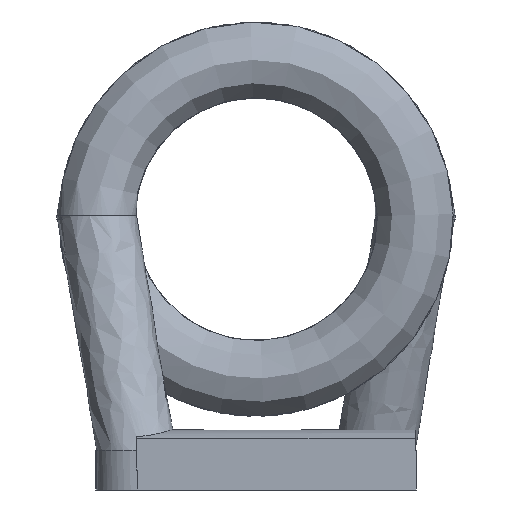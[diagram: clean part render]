
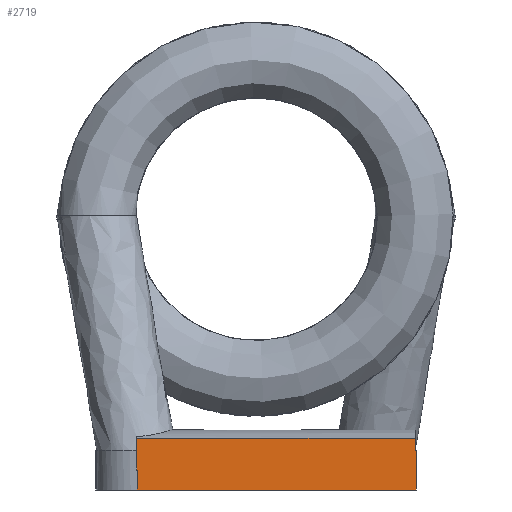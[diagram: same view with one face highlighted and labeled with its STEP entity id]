
A CAD part, left-side view. The second image highlights one B-rep face of the part: STEP entity #2719.
In plain terms, the highlighted planar face has unit normal (-1, 0, 0).
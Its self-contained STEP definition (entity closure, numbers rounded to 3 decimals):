
#2081 = VERTEX_POINT('',#2082);
#2082 = CARTESIAN_POINT('',(-3.254,1.335,0.445));
#2373 = VERTEX_POINT('',#2374);
#2374 = CARTESIAN_POINT('',(-3.254,-1.78,0.579));
#2381 = EDGE_CURVE('',#2382,#2373,#2384,.T.);
#2382 = VERTEX_POINT('',#2383);
#2383 = CARTESIAN_POINT('',(-3.254,1.335,0.579));
#2384 = LINE('',#2385,#2386);
#2385 = CARTESIAN_POINT('',(-3.254,1.335,0.579));
#2386 = VECTOR('',#2387,1.);
#2387 = DIRECTION('',(0.,-1.,0.));
#2405 = EDGE_CURVE('',#2382,#2081,#2406,.T.);
#2406 = LINE('',#2407,#2408);
#2407 = CARTESIAN_POINT('',(-3.254,1.335,0.579));
#2408 = VECTOR('',#2409,1.);
#2409 = DIRECTION('',(0.,0.,-1.));
#2455 = EDGE_CURVE('',#2081,#2456,#2458,.T.);
#2456 = VERTEX_POINT('',#2457);
#2457 = CARTESIAN_POINT('',(-3.254,1.335,0.223));
#2458 = LINE('',#2459,#2460);
#2459 = CARTESIAN_POINT('',(-3.254,1.335,0.579));
#2460 = VECTOR('',#2461,1.);
#2461 = DIRECTION('',(0.,0.,-1.));
#2719 = ADVANCED_FACE('',(#2720),#2771,.F.);
#2720 = FACE_BOUND('',#2721,.F.);
#2721 = EDGE_LOOP('',(#2722,#2723,#2724,#2732,#2740,#2748,#2756,#2764,
#2770));
#2722 = ORIENTED_EDGE('',*,*,#2405,.F.);
#2723 = ORIENTED_EDGE('',*,*,#2381,.T.);
#2724 = ORIENTED_EDGE('',*,*,#2725,.T.);
#2725 = EDGE_CURVE('',#2373,#2726,#2728,.T.);
#2726 = VERTEX_POINT('',#2727);
#2727 = CARTESIAN_POINT('',(-3.254,-1.78,0.445));
#2728 = LINE('',#2729,#2730);
#2729 = CARTESIAN_POINT('',(-3.254,-1.78,0.579));
#2730 = VECTOR('',#2731,1.);
#2731 = DIRECTION('',(0.,0.,-1.));
#2732 = ORIENTED_EDGE('',*,*,#2733,.F.);
#2733 = EDGE_CURVE('',#2734,#2726,#2736,.T.);
#2734 = VERTEX_POINT('',#2735);
#2735 = CARTESIAN_POINT('',(-3.254,-1.788,0.445));
#2736 = LINE('',#2737,#2738);
#2737 = CARTESIAN_POINT('',(-3.254,-1.788,0.445));
#2738 = VECTOR('',#2739,1.);
#2739 = DIRECTION('',(0.,1.,0.));
#2740 = ORIENTED_EDGE('',*,*,#2741,.F.);
#2741 = EDGE_CURVE('',#2742,#2734,#2744,.T.);
#2742 = VERTEX_POINT('',#2743);
#2743 = CARTESIAN_POINT('',(-3.254,-1.788,0.));
#2744 = LINE('',#2745,#2746);
#2745 = CARTESIAN_POINT('',(-3.254,-1.788,0.));
#2746 = VECTOR('',#2747,1.);
#2747 = DIRECTION('',(0.,0.,1.));
#2748 = ORIENTED_EDGE('',*,*,#2749,.T.);
#2749 = EDGE_CURVE('',#2742,#2750,#2752,.T.);
#2750 = VERTEX_POINT('',#2751);
#2751 = CARTESIAN_POINT('',(-3.254,1.327,0.));
#2752 = LINE('',#2753,#2754);
#2753 = CARTESIAN_POINT('',(-3.254,-1.788,0.));
#2754 = VECTOR('',#2755,1.);
#2755 = DIRECTION('',(0.,1.,0.));
#2756 = ORIENTED_EDGE('',*,*,#2757,.T.);
#2757 = EDGE_CURVE('',#2750,#2758,#2760,.T.);
#2758 = VERTEX_POINT('',#2759);
#2759 = CARTESIAN_POINT('',(-3.254,1.327,0.223));
#2760 = LINE('',#2761,#2762);
#2761 = CARTESIAN_POINT('',(-3.254,1.327,0.));
#2762 = VECTOR('',#2763,1.);
#2763 = DIRECTION('',(0.,0.,1.));
#2764 = ORIENTED_EDGE('',*,*,#2765,.F.);
#2765 = EDGE_CURVE('',#2456,#2758,#2766,.T.);
#2766 = LINE('',#2767,#2768);
#2767 = CARTESIAN_POINT('',(-3.254,1.335,0.223));
#2768 = VECTOR('',#2769,1.);
#2769 = DIRECTION('',(0.,-1.,0.));
#2770 = ORIENTED_EDGE('',*,*,#2455,.F.);
#2771 = PLANE('',#2772);
#2772 = AXIS2_PLACEMENT_3D('',#2773,#2774,#2775);
#2773 = CARTESIAN_POINT('',(-3.254,1.335,0.579));
#2774 = DIRECTION('',(1.,0.,0.));
#2775 = DIRECTION('',(0.,0.,-1.));
